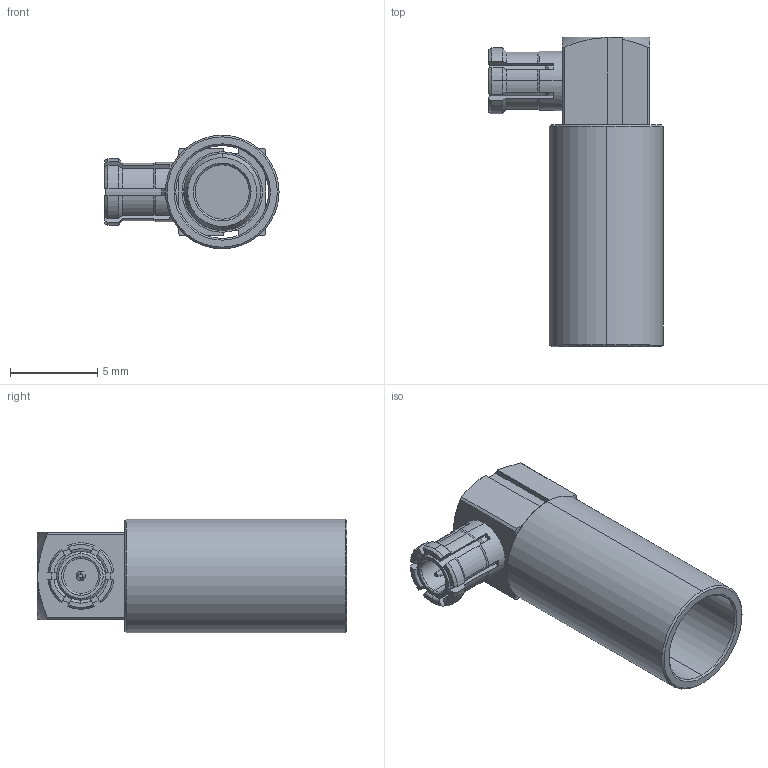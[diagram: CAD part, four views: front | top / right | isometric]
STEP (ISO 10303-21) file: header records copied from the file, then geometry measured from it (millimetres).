
FILE_DESCRIPTION (( 'STEP AP214' ), '1' );
FILE_NAME ('ÑÖÍÊ.434521.060ÑÁ_Âèëêà+äëÿ ïîòðåáèòåëÿ.STEP', '2018-12-05T08:00:04', ( 'User' ), ( '' ), 'SwSTEP 2.0', 'SolidWorks 2016', '' );
FILE_SCHEMA (( 'AUTOMOTIVE_DESIGN' ));
Length unit declared in the file: millimetre
Products named in the file (1): ÑÖÍÊ.434521.060ÑÁ_Âèëêà+äëÿ ïîòðåáèòåëÿ
Bounding box: 9.95 x 17.7 x 6.5 mm (x, y, z)
Volume: 351.7 mm3; surface area: 949.4 mm2
Topology: 1 solids, 1 shells, 168 faces, 437 edges, 274 vertices
Faces by surface type: cylinder 57, plane 57, cone 45, torus 9
Entity records: 7286 total; most frequent: CARTESIAN_POINT 1245, DIRECTION 904, ORIENTED_EDGE 874, EDGE_CURVE 437, AXIS2_PLACEMENT_3D 358, VERTEX_POINT 274, CIRCLE 189, LINE 188
